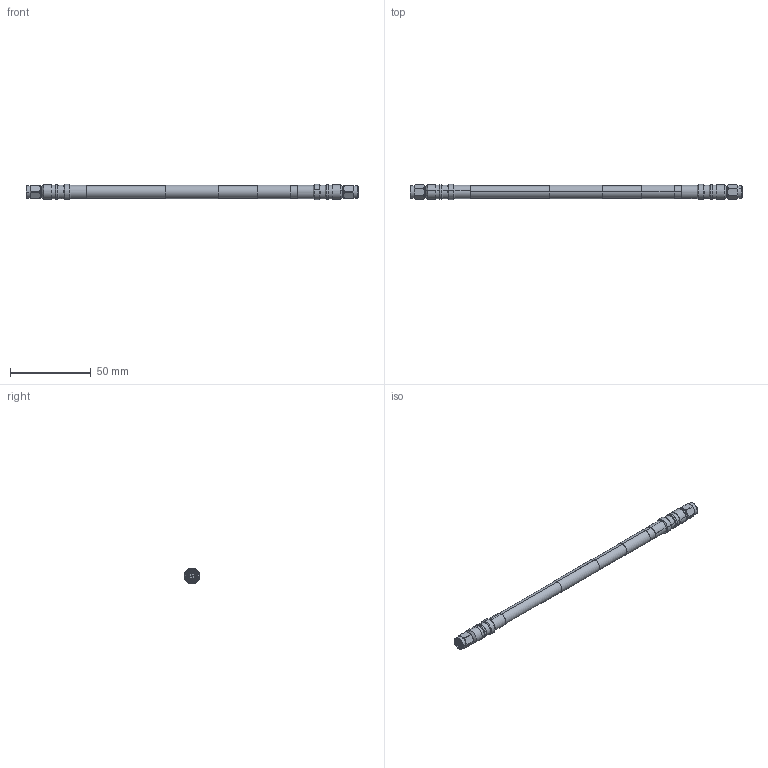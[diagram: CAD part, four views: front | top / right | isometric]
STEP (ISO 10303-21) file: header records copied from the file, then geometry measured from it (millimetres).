
FILE_DESCRIPTION (( 'STEP AP214' ), '1' );
FILE_NAME ('LCCA31016.step', '2022-10-04T19:14:07', ( '' ), ( '' ), 'SwSTEP 2.0', 'SolidWorks 2021', '' );
FILE_SCHEMA (( 'AUTOMOTIVE_DESIGN' ));
Length unit declared in the file: inch
Products named in the file (3): SPO-250^LCCA31016_WITH LABEL; LCCA31016; TC-250-SM-LP_body^LCCA31016
Assembly tree (3 placements, depth 2):
  LCCA31016
    SPO-250^LCCA31016_WITH LABEL
    TC-250-SM-LP_body^LCCA31016  x2
Bounding box: 205.8 x 9.48 x 9.48 mm (x, y, z)
Volume: 11359.7 mm3; surface area: 9849.6 mm2
Topology: 6 solids, 8 shells, 360 faces, 752 edges, 432 vertices
Faces by surface type: cone 152, cylinder 148, plane 56, torus 4
Entity records: 5230 total; most frequent: DIRECTION 968, CARTESIAN_POINT 891, ORIENTED_EDGE 776, AXIS2_PLACEMENT_3D 403, EDGE_CURVE 388, VERTEX_POINT 224, CIRCLE 210, EDGE_LOOP 206
